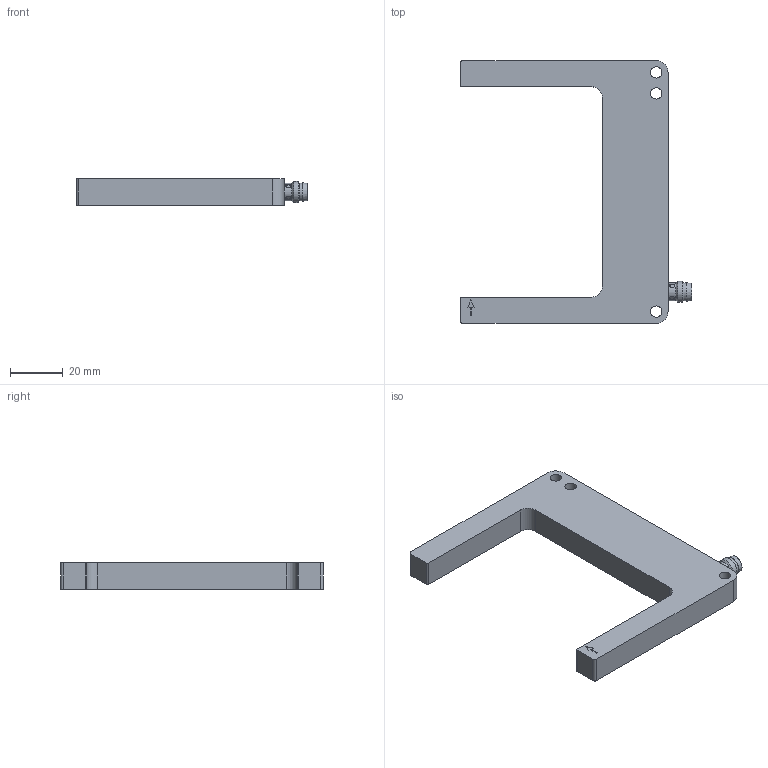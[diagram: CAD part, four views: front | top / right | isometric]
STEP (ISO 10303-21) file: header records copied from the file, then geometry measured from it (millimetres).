
FILE_DESCRIPTION (( 'STEP AP214' ), '1' );
FILE_NAME ('PSTI-0P-6F.STEP', '2018-05-30T15:45:52', ( '' ), ( '' ), 'SwSTEP 2.0', 'SolidWorks 2017', '' );
FILE_SCHEMA (( 'AUTOMOTIVE_DESIGN' ));
Length unit declared in the file: inch
Products named in the file (1): PSTI-0P-6F
Bounding box: 88 x 100 x 10 mm (x, y, z)
Volume: 35556 mm3; surface area: 12424.1 mm2
Topology: 1 solids, 1 shells, 74 faces, 164 edges, 109 vertices
Faces by surface type: plane 38, cylinder 30, cone 3, torus 3
Full cylindrical faces by diameter (mm): 1 x3, 2 x4, 4 x2, 4.3 x3, 5.8 x1, 6.773 x2, 8 x3
Entity records: 2063 total; most frequent: CARTESIAN_POINT 444, DIRECTION 341, ORIENTED_EDGE 268, AXIS2_PLACEMENT_3D 136, EDGE_CURVE 134, EDGE_LOOP 121, VERTEX_POINT 103, FACE_OUTER_BOUND 95
